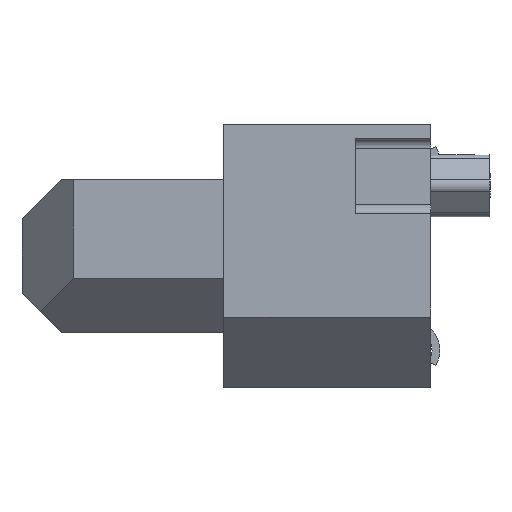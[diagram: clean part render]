
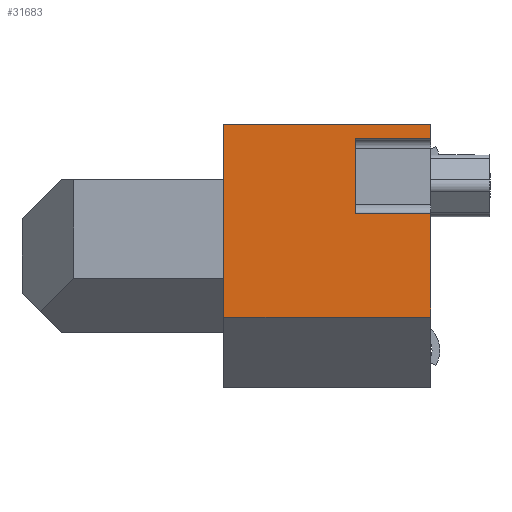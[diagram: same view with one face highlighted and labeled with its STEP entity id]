
A CAD part, left-side view. The second image highlights one B-rep face of the part: STEP entity #31683.
In plain terms, the highlighted planar face has unit normal (-1, 0, 0).
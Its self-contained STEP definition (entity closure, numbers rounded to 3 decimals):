
#1920=ORIENTED_EDGE('',*,*,#11726,.F.);
#1921=ORIENTED_EDGE('',*,*,#11674,.T.);
#1922=ORIENTED_EDGE('',*,*,#11727,.F.);
#1923=ORIENTED_EDGE('',*,*,#11728,.F.);
#1924=ORIENTED_EDGE('',*,*,#11729,.T.);
#1925=ORIENTED_EDGE('',*,*,#11680,.T.);
#1926=ORIENTED_EDGE('',*,*,#11730,.F.);
#1927=ORIENTED_EDGE('',*,*,#11731,.T.);
#11674=EDGE_CURVE('',#16578,#16577,#19795,.T.);
#11680=EDGE_CURVE('',#16584,#16583,#19799,.T.);
#11726=EDGE_CURVE('',#16578,#16628,#19825,.T.);
#11727=EDGE_CURVE('',#16629,#16577,#19826,.T.);
#11728=EDGE_CURVE('',#16630,#16629,#19827,.T.);
#11729=EDGE_CURVE('',#16630,#16584,#19828,.T.);
#11730=EDGE_CURVE('',#16631,#16583,#19829,.T.);
#11731=EDGE_CURVE('',#16631,#16628,#19830,.T.);
#16577=VERTEX_POINT('',#45163);
#16578=VERTEX_POINT('',#45165);
#16583=VERTEX_POINT('',#45175);
#16584=VERTEX_POINT('',#45177);
#16628=VERTEX_POINT('',#45268);
#16629=VERTEX_POINT('',#45270);
#16630=VERTEX_POINT('',#45272);
#16631=VERTEX_POINT('',#45275);
#19795=LINE('',#45164,#23494);
#19799=LINE('',#45176,#23498);
#19825=LINE('',#45267,#23524);
#19826=LINE('',#45269,#23525);
#19827=LINE('',#45271,#23526);
#19828=LINE('',#45273,#23527);
#19829=LINE('',#45274,#23528);
#19830=LINE('',#45276,#23529);
#23494=VECTOR('',#36113,1000.);
#23498=VECTOR('',#36121,1000.);
#23524=VECTOR('',#36189,1000.);
#23525=VECTOR('',#36190,1000.);
#23526=VECTOR('',#36191,1000.);
#23527=VECTOR('',#36192,1000.);
#23528=VECTOR('',#36193,1000.);
#23529=VECTOR('',#36194,1000.);
#27178=EDGE_LOOP('',(#1920,#1921,#1922,#1923,#1924,#1925,#1926,#1927));
#28885=FACE_BOUND('',#27178,.T.);
#30588=PLANE('',#33442);
#31683=ADVANCED_FACE('',(#28885),#30588,.F.);
#33442=AXIS2_PLACEMENT_3D('',#45266,#36187,#36188);
#36113=DIRECTION('',(0.,0.,1.));
#36121=DIRECTION('',(0.,0.,1.));
#36187=DIRECTION('',(1.,0.,0.));
#36188=DIRECTION('',(0.,0.,-1.));
#36189=DIRECTION('',(0.,1.,0.));
#36190=DIRECTION('',(0.,-1.,0.));
#36191=DIRECTION('',(0.,0.,1.));
#36192=DIRECTION('',(0.,-1.,0.));
#36193=DIRECTION('',(0.,-1.,0.));
#36194=DIRECTION('',(0.,0.,1.));
#45163=CARTESIAN_POINT('',(-11.,0.,2.8));
#45164=CARTESIAN_POINT('',(-11.,0.,-1.3));
#45165=CARTESIAN_POINT('',(-11.,0.,2.5));
#45175=CARTESIAN_POINT('',(-11.,0.,0.9));
#45176=CARTESIAN_POINT('',(-11.,0.,-1.3));
#45177=CARTESIAN_POINT('',(-11.,0.,-1.3));
#45266=CARTESIAN_POINT('',(-11.,4.405,-1.3));
#45267=CARTESIAN_POINT('',(-11.,4.405,2.5));
#45268=CARTESIAN_POINT('',(-11.,1.6,2.5));
#45269=CARTESIAN_POINT('',(-11.,4.405,2.8));
#45270=CARTESIAN_POINT('',(-11.,4.405,2.8));
#45271=CARTESIAN_POINT('',(-11.,4.405,-1.3));
#45272=CARTESIAN_POINT('',(-11.,4.405,-1.3));
#45273=CARTESIAN_POINT('',(-11.,4.405,-1.3));
#45274=CARTESIAN_POINT('',(-11.,4.405,0.9));
#45275=CARTESIAN_POINT('',(-11.,1.6,0.9));
#45276=CARTESIAN_POINT('',(-11.,1.6,-1.3));
